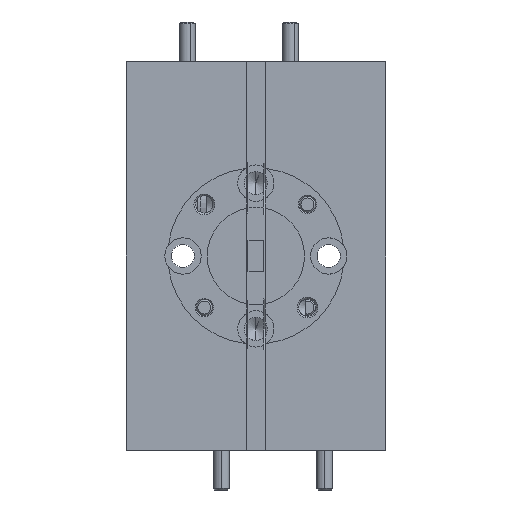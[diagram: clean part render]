
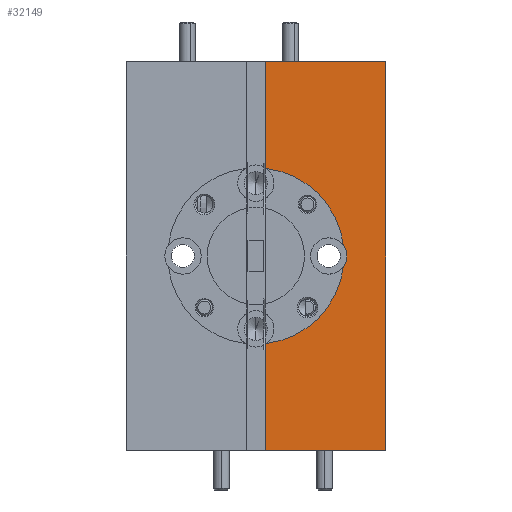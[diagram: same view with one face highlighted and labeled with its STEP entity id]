
A CAD part, left-side view. The second image highlights one B-rep face of the part: STEP entity #32149.
In plain terms, the highlighted planar face has unit normal (-1, 0, 0).
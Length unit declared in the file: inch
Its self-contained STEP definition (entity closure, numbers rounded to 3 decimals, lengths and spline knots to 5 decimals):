
#237 = FACE_OUTER_BOUND ( 'NONE', #30202, .T. ) ;
#384 = CARTESIAN_POINT ( 'NONE',  ( -6.15832, 0.81493, 0.31645 ) ) ;
#1275 = DIRECTION ( 'NONE',  ( -1., 0., 0. ) ) ;
#1405 = DIRECTION ( 'NONE',  ( 0., 0., -1. ) ) ;
#1681 = DIRECTION ( 'NONE',  ( 0., 0., 1. ) ) ;
#1796 = AXIS2_PLACEMENT_3D ( 'NONE', #36504, #23554, #9190 ) ;
#2177 = CARTESIAN_POINT ( 'NONE',  ( -6.15832, 1.27993, 0.31645 ) ) ;
#2266 = EDGE_CURVE ( 'NONE', #7525, #3687, #15381, .T. ) ;
#2719 = LINE ( 'NONE', #8349, #33175 ) ;
#3259 = CIRCLE ( 'NONE', #25537, 0.07 ) ;
#3687 = VERTEX_POINT ( 'NONE', #2177 ) ;
#3731 = DIRECTION ( 'NONE',  ( -1., 0., 0. ) ) ;
#4051 = CIRCLE ( 'NONE', #12971, 0.34 ) ;
#5088 = VERTEX_POINT ( 'NONE', #39052 ) ;
#5122 = EDGE_CURVE ( 'NONE', #36619, #3687, #8558, .T. ) ;
#5572 = DIRECTION ( 'NONE',  ( 0., 0., -1. ) ) ;
#5906 = VECTOR ( 'NONE', #1405, 39.37008 ) ;
#6659 = DIRECTION ( 'NONE',  ( 1., 0., 0. ) ) ;
#6914 = EDGE_CURVE ( 'NONE', #13060, #10110, #2719, .T. ) ;
#7525 = VERTEX_POINT ( 'NONE', #25333 ) ;
#7557 = ORIENTED_EDGE ( 'NONE', *, *, #37686, .F. ) ;
#8189 = CARTESIAN_POINT ( 'NONE',  ( -6.15832, 0.978, 1.02469 ) ) ;
#8349 = CARTESIAN_POINT ( 'NONE',  ( -6.15832, 0.81493, 1.81645 ) ) ;
#8558 = LINE ( 'NONE', #29291, #18590 ) ;
#9071 = ORIENTED_EDGE ( 'NONE', *, *, #26491, .F. ) ;
#9190 = DIRECTION ( 'NONE',  ( 0., 0., 1. ) ) ;
#9311 = VECTOR ( 'NONE', #20381, 39.37008 ) ;
#9642 = DIRECTION ( 'NONE',  ( 0., 0., 1. ) ) ;
#9852 = CARTESIAN_POINT ( 'NONE',  ( -6.15832, 1.27993, 0.31645 ) ) ;
#10110 = VERTEX_POINT ( 'NONE', #29179 ) ;
#10359 = ORIENTED_EDGE ( 'NONE', *, *, #6914, .T. ) ;
#10972 = CIRCLE ( 'NONE', #28773, 0.07 ) ;
#12710 = EDGE_CURVE ( 'NONE', #32763, #23482, #17273, .T. ) ;
#12718 = DIRECTION ( 'NONE',  ( 0., 0., 1. ) ) ;
#12778 = DIRECTION ( 'NONE',  ( 0., 1., 0. ) ) ;
#12971 = AXIS2_PLACEMENT_3D ( 'NONE', #21985, #33558, #9642 ) ;
#13060 = VERTEX_POINT ( 'NONE', #19581 ) ;
#14224 = VECTOR ( 'NONE', #12778, 39.37008 ) ;
#14263 = CARTESIAN_POINT ( 'NONE',  ( -6.15832, 1.31543, 0.7852 ) ) ;
#15147 = DIRECTION ( 'NONE',  ( 0., 0., 1. ) ) ;
#15237 = ORIENTED_EDGE ( 'NONE', *, *, #12710, .F. ) ;
#15381 = LINE ( 'NONE', #384, #14224 ) ;
#17273 = CIRCLE ( 'NONE', #28712, 0.07 ) ;
#18240 = PLANE ( 'NONE',  #30528 ) ;
#18590 = VECTOR ( 'NONE', #5572, 39.37008 ) ;
#18725 = DIRECTION ( 'NONE',  ( -1., 0., 0. ) ) ;
#18798 = CARTESIAN_POINT ( 'NONE',  ( -6.15832, 1.27366, 0.72903 ) ) ;
#19581 = CARTESIAN_POINT ( 'NONE',  ( -6.15832, 0.81493, 1.81645 ) ) ;
#20175 = ORIENTED_EDGE ( 'NONE', *, *, #21963, .F. ) ;
#20381 = DIRECTION ( 'NONE',  ( 0., 0., -1. ) ) ;
#20498 = DIRECTION ( 'NONE',  ( 0., 1., 0. ) ) ;
#20775 = CARTESIAN_POINT ( 'NONE',  ( -6.15832, 0.81493, 0.31645 ) ) ;
#21177 = LINE ( 'NONE', #20775, #9311 ) ;
#21184 = EDGE_CURVE ( 'NONE', #23482, #36798, #35594, .T. ) ;
#21963 = EDGE_CURVE ( 'NONE', #36619, #23766, #10972, .T. ) ;
#21985 = CARTESIAN_POINT ( 'NONE',  ( -6.15832, 1.31543, 1.06645 ) ) ;
#22369 = CARTESIAN_POINT ( 'NONE',  ( -6.15832, 1.27993, 0.72487 ) ) ;
#23482 = VERTEX_POINT ( 'NONE', #32379 ) ;
#23554 = DIRECTION ( 'NONE',  ( -1., 0., 0. ) ) ;
#23766 = VERTEX_POINT ( 'NONE', #18798 ) ;
#24611 = DIRECTION ( 'NONE',  ( 0., 0., -1. ) ) ;
#25258 = CARTESIAN_POINT ( 'NONE',  ( -6.15832, 1.03418, 1.06645 ) ) ;
#25333 = CARTESIAN_POINT ( 'NONE',  ( -6.15832, 0.81493, 0.31645 ) ) ;
#25537 = AXIS2_PLACEMENT_3D ( 'NONE', #33874, #18725, #15147 ) ;
#26491 = EDGE_CURVE ( 'NONE', #13060, #7525, #21177, .T. ) ;
#27974 = LINE ( 'NONE', #9852, #5906 ) ;
#28712 = AXIS2_PLACEMENT_3D ( 'NONE', #25258, #3731, #12718 ) ;
#28773 = AXIS2_PLACEMENT_3D ( 'NONE', #14263, #1275, #1681 ) ;
#29179 = CARTESIAN_POINT ( 'NONE',  ( -6.15832, 1.27993, 1.81645 ) ) ;
#29291 = CARTESIAN_POINT ( 'NONE',  ( -6.15832, 1.27993, 0.31645 ) ) ;
#29840 = ORIENTED_EDGE ( 'NONE', *, *, #2266, .F. ) ;
#30202 = EDGE_LOOP ( 'NONE', ( #39098, #15237, #7557, #20175, #38029, #29840, #9071, #10359, #31011, #38706 ) ) ;
#30528 = AXIS2_PLACEMENT_3D ( 'NONE', #33762, #6659, #24611 ) ;
#31011 = ORIENTED_EDGE ( 'NONE', *, *, #35004, .T. ) ;
#32149 = ADVANCED_FACE ( 'NONE', ( #237 ), #18240, .F. ) ;
#32379 = CARTESIAN_POINT ( 'NONE',  ( -6.15832, 0.978, 1.10822 ) ) ;
#32763 = VERTEX_POINT ( 'NONE', #8189 ) ;
#33175 = VECTOR ( 'NONE', #20498, 39.37008 ) ;
#33558 = DIRECTION ( 'NONE',  ( -1., 0., 0. ) ) ;
#33762 = CARTESIAN_POINT ( 'NONE',  ( -6.15832, 0.81493, 0.31645 ) ) ;
#33874 = CARTESIAN_POINT ( 'NONE',  ( -6.15832, 1.31543, 1.3477 ) ) ;
#34051 = EDGE_CURVE ( 'NONE', #36798, #5088, #3259, .T. ) ;
#34093 = CARTESIAN_POINT ( 'NONE',  ( -6.15832, 1.27366, 1.40388 ) ) ;
#35004 = EDGE_CURVE ( 'NONE', #10110, #5088, #27974, .T. ) ;
#35594 = CIRCLE ( 'NONE', #1796, 0.34 ) ;
#36504 = CARTESIAN_POINT ( 'NONE',  ( -6.15832, 1.31543, 1.06645 ) ) ;
#36619 = VERTEX_POINT ( 'NONE', #22369 ) ;
#36798 = VERTEX_POINT ( 'NONE', #34093 ) ;
#37686 = EDGE_CURVE ( 'NONE', #23766, #32763, #4051, .T. ) ;
#38029 = ORIENTED_EDGE ( 'NONE', *, *, #5122, .T. ) ;
#38706 = ORIENTED_EDGE ( 'NONE', *, *, #34051, .F. ) ;
#39052 = CARTESIAN_POINT ( 'NONE',  ( -6.15832, 1.27993, 1.40803 ) ) ;
#39098 = ORIENTED_EDGE ( 'NONE', *, *, #21184, .F. ) ;
